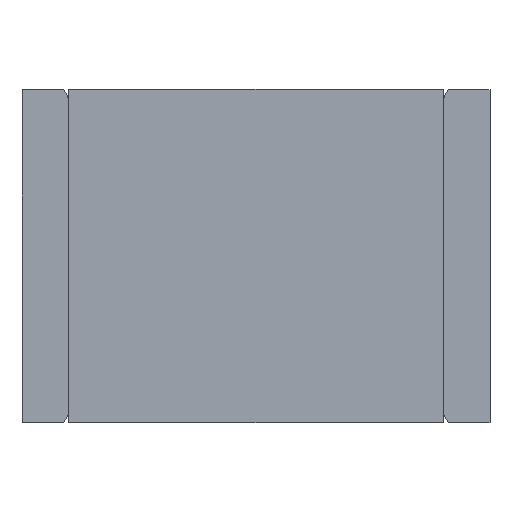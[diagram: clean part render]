
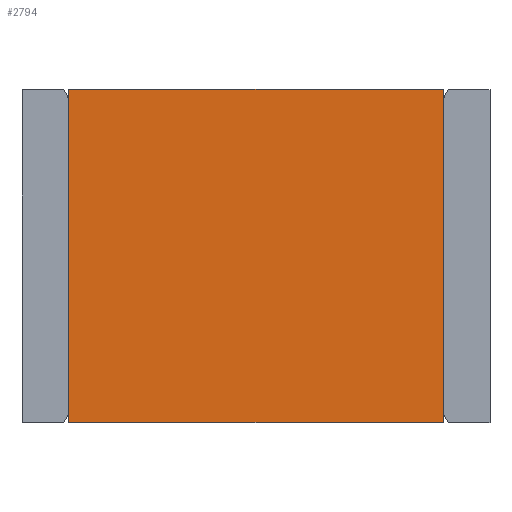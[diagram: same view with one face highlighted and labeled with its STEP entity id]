
A CAD part, top view. The second image highlights one B-rep face of the part: STEP entity #2794.
In plain terms, the highlighted planar face has unit normal (0, 0, 1).
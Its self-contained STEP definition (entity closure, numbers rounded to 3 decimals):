
#2794 = ADVANCED_FACE('',(#2795),#2809,.T.);
#2795 = FACE_BOUND('',#2796,.T.);
#2796 = EDGE_LOOP('',(#2797,#2832,#2860,#2888));
#2797 = ORIENTED_EDGE('',*,*,#2798,.T.);
#2798 = EDGE_CURVE('',#2799,#2801,#2803,.T.);
#2799 = VERTEX_POINT('',#2800);
#2800 = CARTESIAN_POINT('',(-1.8,-1.6,2.8));
#2801 = VERTEX_POINT('',#2802);
#2802 = CARTESIAN_POINT('',(1.8,-1.6,2.8));
#2803 = SURFACE_CURVE('',#2804,(#2808,#2820),.PCURVE_S1.);
#2804 = LINE('',#2805,#2806);
#2805 = CARTESIAN_POINT('',(0.,-1.6,2.8));
#2806 = VECTOR('',#2807,1.);
#2807 = DIRECTION('',(1.,0.,0.));
#2808 = PCURVE('',#2809,#2814);
#2809 = PLANE('',#2810);
#2810 = AXIS2_PLACEMENT_3D('',#2811,#2812,#2813);
#2811 = CARTESIAN_POINT('',(0.,0.,2.8));
#2812 = DIRECTION('',(0.,0.,1.));
#2813 = DIRECTION('',(0.,-1.,0.));
#2814 = DEFINITIONAL_REPRESENTATION('',(#2815),#2819);
#2815 = LINE('',#2816,#2817);
#2816 = CARTESIAN_POINT('',(1.6,0.));
#2817 = VECTOR('',#2818,1.);
#2818 = DIRECTION('',(0.,1.));
#2819 = ( GEOMETRIC_REPRESENTATION_CONTEXT(2) 
PARAMETRIC_REPRESENTATION_CONTEXT() REPRESENTATION_CONTEXT('2D SPACE',''
  ) );
#2820 = PCURVE('',#2821,#2826);
#2821 = PLANE('',#2822);
#2822 = AXIS2_PLACEMENT_3D('',#2823,#2824,#2825);
#2823 = CARTESIAN_POINT('',(0.,-1.6,2.8));
#2824 = DIRECTION('',(0.,1.,0.));
#2825 = DIRECTION('',(-1.,0.,0.));
#2826 = DEFINITIONAL_REPRESENTATION('',(#2827),#2831);
#2827 = LINE('',#2828,#2829);
#2828 = CARTESIAN_POINT('',(0.,0.));
#2829 = VECTOR('',#2830,1.);
#2830 = DIRECTION('',(-1.,0.));
#2831 = ( GEOMETRIC_REPRESENTATION_CONTEXT(2) 
PARAMETRIC_REPRESENTATION_CONTEXT() REPRESENTATION_CONTEXT('2D SPACE',''
  ) );
#2832 = ORIENTED_EDGE('',*,*,#2833,.T.);
#2833 = EDGE_CURVE('',#2801,#2834,#2836,.T.);
#2834 = VERTEX_POINT('',#2835);
#2835 = CARTESIAN_POINT('',(1.8,1.6,2.8));
#2836 = SURFACE_CURVE('',#2837,(#2841,#2848),.PCURVE_S1.);
#2837 = LINE('',#2838,#2839);
#2838 = CARTESIAN_POINT('',(1.8,0.,2.8));
#2839 = VECTOR('',#2840,1.);
#2840 = DIRECTION('',(0.,1.,0.));
#2841 = PCURVE('',#2809,#2842);
#2842 = DEFINITIONAL_REPRESENTATION('',(#2843),#2847);
#2843 = LINE('',#2844,#2845);
#2844 = CARTESIAN_POINT('',(0.,1.8));
#2845 = VECTOR('',#2846,1.);
#2846 = DIRECTION('',(-1.,0.));
#2847 = ( GEOMETRIC_REPRESENTATION_CONTEXT(2) 
PARAMETRIC_REPRESENTATION_CONTEXT() REPRESENTATION_CONTEXT('2D SPACE',''
  ) );
#2848 = PCURVE('',#2849,#2854);
#2849 = PLANE('',#2850);
#2850 = AXIS2_PLACEMENT_3D('',#2851,#2852,#2853);
#2851 = CARTESIAN_POINT('',(1.8,0.,1.8));
#2852 = DIRECTION('',(1.,0.,0.));
#2853 = DIRECTION('',(0.,1.,0.));
#2854 = DEFINITIONAL_REPRESENTATION('',(#2855),#2859);
#2855 = LINE('',#2856,#2857);
#2856 = CARTESIAN_POINT('',(0.,1.));
#2857 = VECTOR('',#2858,1.);
#2858 = DIRECTION('',(1.,0.));
#2859 = ( GEOMETRIC_REPRESENTATION_CONTEXT(2) 
PARAMETRIC_REPRESENTATION_CONTEXT() REPRESENTATION_CONTEXT('2D SPACE',''
  ) );
#2860 = ORIENTED_EDGE('',*,*,#2861,.F.);
#2861 = EDGE_CURVE('',#2862,#2834,#2864,.T.);
#2862 = VERTEX_POINT('',#2863);
#2863 = CARTESIAN_POINT('',(-1.8,1.6,2.8));
#2864 = SURFACE_CURVE('',#2865,(#2869,#2876),.PCURVE_S1.);
#2865 = LINE('',#2866,#2867);
#2866 = CARTESIAN_POINT('',(0.,1.6,2.8));
#2867 = VECTOR('',#2868,1.);
#2868 = DIRECTION('',(1.,0.,0.));
#2869 = PCURVE('',#2809,#2870);
#2870 = DEFINITIONAL_REPRESENTATION('',(#2871),#2875);
#2871 = LINE('',#2872,#2873);
#2872 = CARTESIAN_POINT('',(-1.6,0.));
#2873 = VECTOR('',#2874,1.);
#2874 = DIRECTION('',(0.,1.));
#2875 = ( GEOMETRIC_REPRESENTATION_CONTEXT(2) 
PARAMETRIC_REPRESENTATION_CONTEXT() REPRESENTATION_CONTEXT('2D SPACE',''
  ) );
#2876 = PCURVE('',#2877,#2882);
#2877 = PLANE('',#2878);
#2878 = AXIS2_PLACEMENT_3D('',#2879,#2880,#2881);
#2879 = CARTESIAN_POINT('',(0.,1.6,2.8));
#2880 = DIRECTION('',(0.,1.,0.));
#2881 = DIRECTION('',(-1.,0.,0.));
#2882 = DEFINITIONAL_REPRESENTATION('',(#2883),#2887);
#2883 = LINE('',#2884,#2885);
#2884 = CARTESIAN_POINT('',(0.,0.));
#2885 = VECTOR('',#2886,1.);
#2886 = DIRECTION('',(-1.,0.));
#2887 = ( GEOMETRIC_REPRESENTATION_CONTEXT(2) 
PARAMETRIC_REPRESENTATION_CONTEXT() REPRESENTATION_CONTEXT('2D SPACE',''
  ) );
#2888 = ORIENTED_EDGE('',*,*,#2889,.F.);
#2889 = EDGE_CURVE('',#2799,#2862,#2890,.T.);
#2890 = SURFACE_CURVE('',#2891,(#2895,#2902),.PCURVE_S1.);
#2891 = LINE('',#2892,#2893);
#2892 = CARTESIAN_POINT('',(-1.8,0.,2.8));
#2893 = VECTOR('',#2894,1.);
#2894 = DIRECTION('',(0.,1.,0.));
#2895 = PCURVE('',#2809,#2896);
#2896 = DEFINITIONAL_REPRESENTATION('',(#2897),#2901);
#2897 = LINE('',#2898,#2899);
#2898 = CARTESIAN_POINT('',(0.,-1.8));
#2899 = VECTOR('',#2900,1.);
#2900 = DIRECTION('',(-1.,0.));
#2901 = ( GEOMETRIC_REPRESENTATION_CONTEXT(2) 
PARAMETRIC_REPRESENTATION_CONTEXT() REPRESENTATION_CONTEXT('2D SPACE',''
  ) );
#2902 = PCURVE('',#2903,#2908);
#2903 = PLANE('',#2904);
#2904 = AXIS2_PLACEMENT_3D('',#2905,#2906,#2907);
#2905 = CARTESIAN_POINT('',(-1.8,0.,1.8));
#2906 = DIRECTION('',(1.,0.,0.));
#2907 = DIRECTION('',(0.,1.,0.));
#2908 = DEFINITIONAL_REPRESENTATION('',(#2909),#2913);
#2909 = LINE('',#2910,#2911);
#2910 = CARTESIAN_POINT('',(0.,1.));
#2911 = VECTOR('',#2912,1.);
#2912 = DIRECTION('',(1.,0.));
#2913 = ( GEOMETRIC_REPRESENTATION_CONTEXT(2) 
PARAMETRIC_REPRESENTATION_CONTEXT() REPRESENTATION_CONTEXT('2D SPACE',''
  ) );
